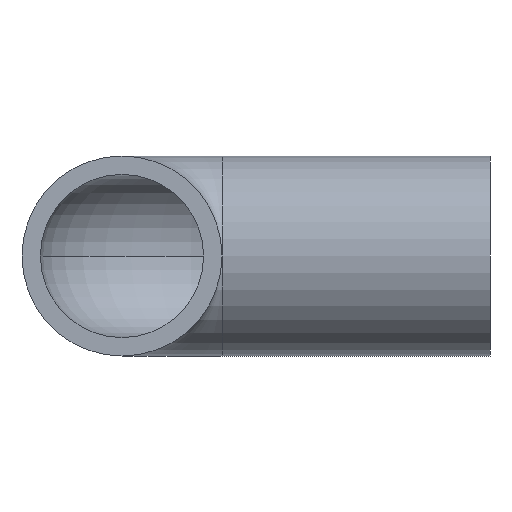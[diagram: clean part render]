
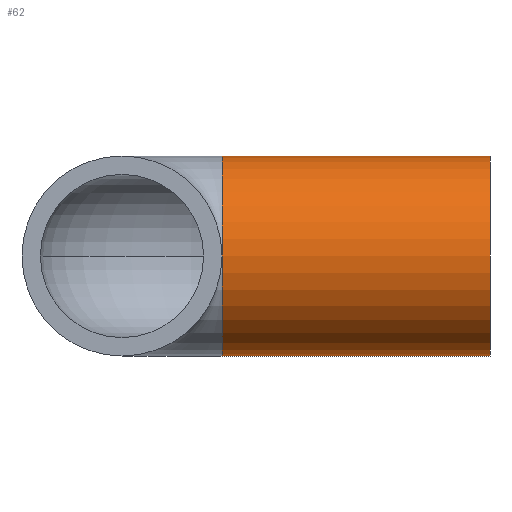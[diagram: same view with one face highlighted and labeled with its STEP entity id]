
A CAD part, front view. The second image highlights one B-rep face of the part: STEP entity #62.
In plain terms, the highlighted cylindrical face has radius 25 mm (diameter 50 mm), a partial arc.
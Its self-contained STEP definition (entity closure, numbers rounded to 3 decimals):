
#5 = EDGE_CURVE ( 'NONE', #82, #309, #380, .T. ) ;
#9 = CARTESIAN_POINT ( 'NONE',  ( 25., 92., 25. ) ) ;
#28 = EDGE_CURVE ( 'NONE', #309, #433, #354, .T. ) ;
#37 = ORIENTED_EDGE ( 'NONE', *, *, #346, .F. ) ;
#48 = DIRECTION ( 'NONE',  ( 1., 0., 0. ) ) ;
#62 = ADVANCED_FACE ( 'NONE', ( #351 ), #477, .T. ) ;
#64 = AXIS2_PLACEMENT_3D ( 'NONE', #469, #136, #304 ) ;
#65 = CARTESIAN_POINT ( 'NONE',  ( 25., 92., 0. ) ) ;
#66 = CIRCLE ( 'NONE', #64, 25. ) ;
#71 = CARTESIAN_POINT ( 'NONE',  ( 25., 92., 25. ) ) ;
#77 = CARTESIAN_POINT ( 'NONE',  ( 92., 92., 25. ) ) ;
#82 = VERTEX_POINT ( 'NONE', #71 ) ;
#109 = CARTESIAN_POINT ( 'NONE',  ( 25., 92., 0. ) ) ;
#114 = VERTEX_POINT ( 'NONE', #451 ) ;
#119 = VERTEX_POINT ( 'NONE', #77 ) ;
#133 = VECTOR ( 'NONE', #173, 1000. ) ;
#136 = DIRECTION ( 'NONE',  ( 1., 0., 0. ) ) ;
#141 = VECTOR ( 'NONE', #48, 1000. ) ;
#151 = CARTESIAN_POINT ( 'NONE',  ( 25., 92., 0. ) ) ;
#173 = DIRECTION ( 'NONE',  ( 1., 0., 0. ) ) ;
#234 = DIRECTION ( 'NONE',  ( 1., 0., 0. ) ) ;
#237 = EDGE_CURVE ( 'NONE', #433, #114, #254, .T. ) ;
#239 = ORIENTED_EDGE ( 'NONE', *, *, #246, .F. ) ;
#242 = EDGE_LOOP ( 'NONE', ( #239, #455, #329, #316, #37 ) ) ;
#246 = EDGE_CURVE ( 'NONE', #82, #119, #371, .T. ) ;
#254 = LINE ( 'NONE', #402, #141 ) ;
#277 = DIRECTION ( 'NONE',  ( 1., 0., 0. ) ) ;
#304 = DIRECTION ( 'NONE',  ( 0., 0., 1. ) ) ;
#309 = VERTEX_POINT ( 'NONE', #337 ) ;
#315 = DIRECTION ( 'NONE',  ( 1., 0., 0. ) ) ;
#316 = ORIENTED_EDGE ( 'NONE', *, *, #237, .T. ) ;
#329 = ORIENTED_EDGE ( 'NONE', *, *, #28, .T. ) ;
#330 = AXIS2_PLACEMENT_3D ( 'NONE', #151, #315, #447 ) ;
#337 = CARTESIAN_POINT ( 'NONE',  ( 25., 67., 0. ) ) ;
#346 = EDGE_CURVE ( 'NONE', #119, #114, #66, .T. ) ;
#351 = FACE_OUTER_BOUND ( 'NONE', #242, .T. ) ;
#353 = AXIS2_PLACEMENT_3D ( 'NONE', #109, #277, #418 ) ;
#354 = CIRCLE ( 'NONE', #353, 25. ) ;
#371 = LINE ( 'NONE', #9, #133 ) ;
#379 = AXIS2_PLACEMENT_3D ( 'NONE', #65, #234, #387 ) ;
#380 = CIRCLE ( 'NONE', #379, 25. ) ;
#387 = DIRECTION ( 'NONE',  ( 0., 0., 1. ) ) ;
#402 = CARTESIAN_POINT ( 'NONE',  ( 25., 92., -25. ) ) ;
#412 = CARTESIAN_POINT ( 'NONE',  ( 25., 92., -25. ) ) ;
#418 = DIRECTION ( 'NONE',  ( 0., 0., 1. ) ) ;
#433 = VERTEX_POINT ( 'NONE', #412 ) ;
#447 = DIRECTION ( 'NONE',  ( 0., 0., -1. ) ) ;
#451 = CARTESIAN_POINT ( 'NONE',  ( 92., 92., -25. ) ) ;
#455 = ORIENTED_EDGE ( 'NONE', *, *, #5, .T. ) ;
#469 = CARTESIAN_POINT ( 'NONE',  ( 92., 92., 0. ) ) ;
#477 = CYLINDRICAL_SURFACE ( 'NONE', #330, 25. ) ;
